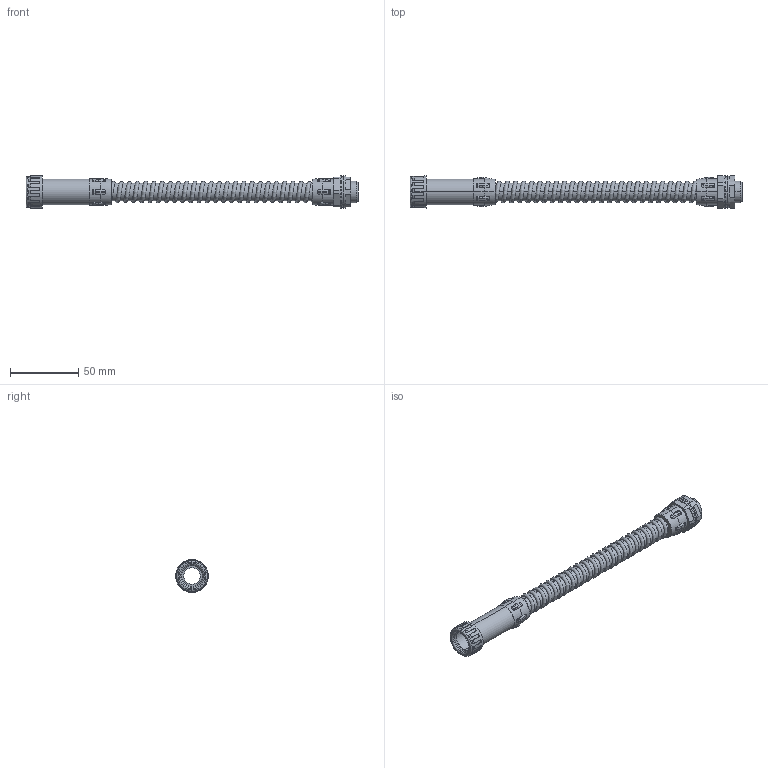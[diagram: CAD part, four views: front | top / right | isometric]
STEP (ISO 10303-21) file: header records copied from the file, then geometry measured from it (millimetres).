
FILE_DESCRIPTION (( 'STEP AP214' ), '1' );
FILE_NAME ('CTA10D-CXS16-K41-050 Ìóôòà ãèáêàÿ òðóáà-êîðîáêà CXS16 IP65.STEP', '2016-06-22T12:57:21', ( '' ), ( '' ), 'SwSTEP 2.0', 'SolidWorks 2014', '' );
FILE_SCHEMA (( 'AUTOMOTIVE_DESIGN' ));
Length unit declared in the file: millimetre
Products named in the file (1): CTA10D-CXS16-K41-050 Ìóôòà ãèáêàÿ òðóáà-êîðîáêà CXS16 IP65
Bounding box: 243.7 x 24.2 x 24.2 mm (x, y, z)
Volume: 21515.5 mm3; surface area: 26250.5 mm2
Topology: 1 solids, 4 shells, 340 faces, 926 edges, 579 vertices
Faces by surface type: plane 110, cylinder 95, bspline 61, torus 56, cone 18
Entity records: 23754 total; most frequent: CARTESIAN_POINT 15825, ORIENTED_EDGE 1804, DIRECTION 1493, EDGE_CURVE 902, AXIS2_PLACEMENT_3D 611, VERTEX_POINT 579, EDGE_LOOP 357, ADVANCED_FACE 340
